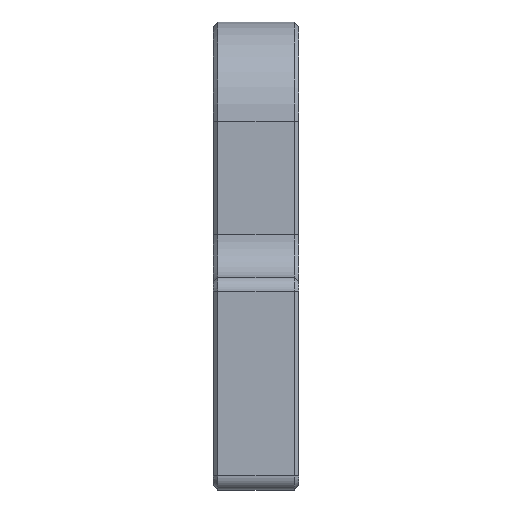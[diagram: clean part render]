
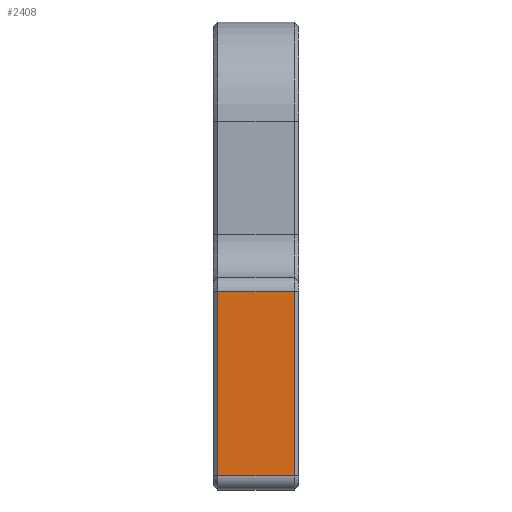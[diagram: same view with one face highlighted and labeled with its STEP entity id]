
A CAD part, left-side view. The second image highlights one B-rep face of the part: STEP entity #2408.
In plain terms, the highlighted planar face has unit normal (-1, 0, 0).
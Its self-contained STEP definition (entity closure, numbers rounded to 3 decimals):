
#1 = CARTESIAN_POINT ( 'NONE',  ( -42.5, 6., -16.5 ) ) ;
#121 = ORIENTED_EDGE ( 'NONE', *, *, #2871, .T. ) ;
#180 = CARTESIAN_POINT ( 'NONE',  ( -42.5, 5.7, -16.5 ) ) ;
#235 = ORIENTED_EDGE ( 'NONE', *, *, #2997, .T. ) ;
#274 = EDGE_CURVE ( 'NONE', #1899, #1159, #2346, .T. ) ;
#340 = DIRECTION ( 'NONE',  ( 0., 0., 1. ) ) ;
#452 = CARTESIAN_POINT ( 'NONE',  ( -42.5, 5.7, -16.5 ) ) ;
#458 = ORIENTED_EDGE ( 'NONE', *, *, #274, .T. ) ;
#490 = VECTOR ( 'NONE', #1134, 1000. ) ;
#547 = VERTEX_POINT ( 'NONE', #2583 ) ;
#570 = CARTESIAN_POINT ( 'NONE',  ( -42.5, 6., -3.5 ) ) ;
#634 = VECTOR ( 'NONE', #2300, 1000. ) ;
#751 = FACE_OUTER_BOUND ( 'NONE', #2841, .T. ) ;
#1010 = DIRECTION ( 'NONE',  ( 0., -1., 0. ) ) ;
#1121 = VERTEX_POINT ( 'NONE', #2371 ) ;
#1134 = DIRECTION ( 'NONE',  ( 0., 0., -1. ) ) ;
#1159 = VERTEX_POINT ( 'NONE', #452 ) ;
#1258 = LINE ( 'NONE', #570, #634 ) ;
#1264 = ORIENTED_EDGE ( 'NONE', *, *, #3000, .T. ) ;
#1585 = CARTESIAN_POINT ( 'NONE',  ( -42.5, 5.7, -3.5 ) ) ;
#1703 = LINE ( 'NONE', #1, #2358 ) ;
#1709 = PLANE ( 'NONE',  #2905 ) ;
#1899 = VERTEX_POINT ( 'NONE', #1585 ) ;
#1990 = CARTESIAN_POINT ( 'NONE',  ( -42.5, 6., -17.5 ) ) ;
#2066 = LINE ( 'NONE', #2254, #2311 ) ;
#2254 = CARTESIAN_POINT ( 'NONE',  ( -42.5, 0.3, -17.5 ) ) ;
#2300 = DIRECTION ( 'NONE',  ( 0., 1., 0. ) ) ;
#2311 = VECTOR ( 'NONE', #340, 1000. ) ;
#2346 = LINE ( 'NONE', #180, #490 ) ;
#2358 = VECTOR ( 'NONE', #1010, 1000. ) ;
#2371 = CARTESIAN_POINT ( 'NONE',  ( -42.5, 0.3, -3.5 ) ) ;
#2408 = ADVANCED_FACE ( 'NONE', ( #751 ), #1709, .F. ) ;
#2583 = CARTESIAN_POINT ( 'NONE',  ( -42.5, 0.3, -16.5 ) ) ;
#2668 = DIRECTION ( 'NONE',  ( 0., 0., -1. ) ) ;
#2841 = EDGE_LOOP ( 'NONE', ( #121, #1264, #235, #458 ) ) ;
#2871 = EDGE_CURVE ( 'NONE', #1159, #547, #1703, .T. ) ;
#2905 = AXIS2_PLACEMENT_3D ( 'NONE', #1990, #2930, #2668 ) ;
#2930 = DIRECTION ( 'NONE',  ( 1., 0., 0. ) ) ;
#2997 = EDGE_CURVE ( 'NONE', #1121, #1899, #1258, .T. ) ;
#3000 = EDGE_CURVE ( 'NONE', #547, #1121, #2066, .T. ) ;
